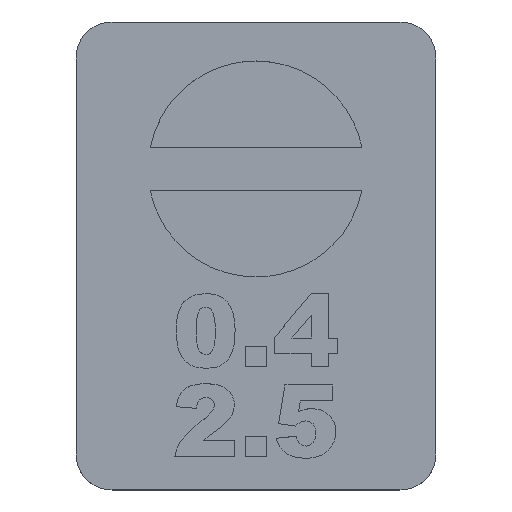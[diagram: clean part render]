
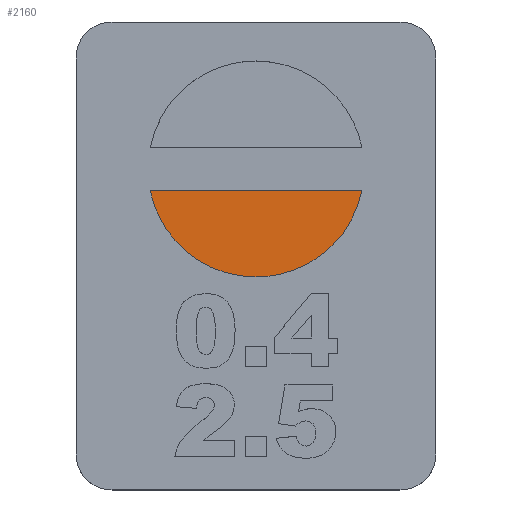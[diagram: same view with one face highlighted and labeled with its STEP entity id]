
A CAD part, top view. The second image highlights one B-rep face of the part: STEP entity #2160.
In plain terms, the highlighted planar face has unit normal (0, 0, 1).
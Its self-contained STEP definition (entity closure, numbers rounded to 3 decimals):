
#86=(
BOUNDED_CURVE()
B_SPLINE_CURVE(3,(#4179,#4180,#4181,#4182),.UNSPECIFIED.,.F.,.F.)
B_SPLINE_CURVE_WITH_KNOTS((4,4),(-1.,0.),.UNSPECIFIED.)
CURVE()
GEOMETRIC_REPRESENTATION_ITEM()
RATIONAL_B_SPLINE_CURVE((1.,1.,1.,1.))
REPRESENTATION_ITEM('')
);
#87=(
BOUNDED_CURVE()
B_SPLINE_CURVE(3,(#4194,#4195,#4196,#4197),.UNSPECIFIED.,.F.,.F.)
B_SPLINE_CURVE_WITH_KNOTS((4,4),(-1.,0.),.UNSPECIFIED.)
CURVE()
GEOMETRIC_REPRESENTATION_ITEM()
RATIONAL_B_SPLINE_CURVE((1.,1.,1.,1.))
REPRESENTATION_ITEM('')
);
#329=FACE_OUTER_BOUND('',#457,.T.);
#457=EDGE_LOOP('',(#1939,#1940,#1941));
#639=LINE('',#4199,#823);
#823=VECTOR('',#2513,10.);
#1038=VERTEX_POINT('',#4176);
#1039=VERTEX_POINT('',#4178);
#1040=VERTEX_POINT('',#4192);
#1343=EDGE_CURVE('',#1038,#1039,#86,.T.);
#1346=EDGE_CURVE('',#1040,#1038,#87,.T.);
#1347=EDGE_CURVE('',#1039,#1040,#639,.T.);
#1939=ORIENTED_EDGE('',*,*,#1347,.F.);
#1940=ORIENTED_EDGE('',*,*,#1343,.F.);
#1941=ORIENTED_EDGE('',*,*,#1346,.F.);
#2048=PLANE('',#2235);
#2160=ADVANCED_FACE('',(#329),#2048,.T.);
#2235=AXIS2_PLACEMENT_3D('',#4200,#2514,#2515);
#2513=DIRECTION('',(1.,0.,0.));
#2514=DIRECTION('center_axis',(0.,0.,1.));
#2515=DIRECTION('ref_axis',(-1.,0.,0.));
#4176=CARTESIAN_POINT('',(130.002,-160.,-0.6));
#4178=CARTESIAN_POINT('',(124.124,-155.205,-0.6));
#4179=CARTESIAN_POINT('Ctrl Pts',(130.002,-160.,-0.6));
#4180=CARTESIAN_POINT('Ctrl Pts',(127.102,-160.,-0.6));
#4181=CARTESIAN_POINT('Ctrl Pts',(124.682,-157.941,-0.6));
#4182=CARTESIAN_POINT('Ctrl Pts',(124.124,-155.205,-0.6));
#4192=CARTESIAN_POINT('',(135.881,-155.205,-0.6));
#4194=CARTESIAN_POINT('Ctrl Pts',(135.881,-155.205,-0.6));
#4195=CARTESIAN_POINT('Ctrl Pts',(135.324,-157.941,-0.6));
#4196=CARTESIAN_POINT('Ctrl Pts',(132.904,-160.,-0.6));
#4197=CARTESIAN_POINT('Ctrl Pts',(130.002,-160.,-0.6));
#4199=CARTESIAN_POINT('',(135.881,-155.205,-0.6));
#4200=CARTESIAN_POINT('Origin',(130.002,-157.602,-0.6));
